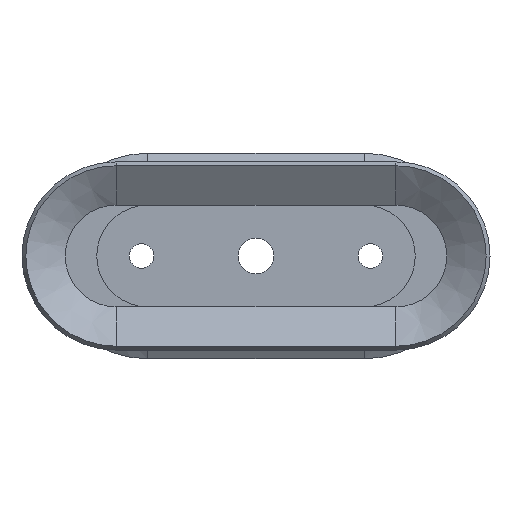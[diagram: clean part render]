
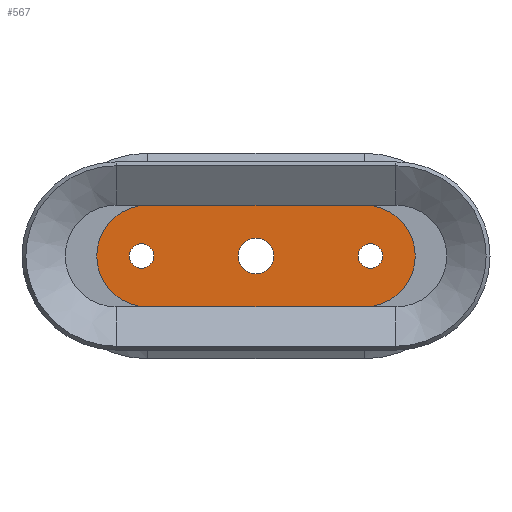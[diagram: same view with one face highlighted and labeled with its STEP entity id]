
A CAD part, front view. The second image highlights one B-rep face of the part: STEP entity #567.
In plain terms, the highlighted planar face has unit normal (0, -1, 0).
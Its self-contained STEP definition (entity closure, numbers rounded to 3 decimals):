
#567=ADVANCED_FACE('',(#1204,#1205,#1206,#1207),#1208,.F.);
#1204=FACE_BOUND('',#1902,.T.);
#1205=FACE_BOUND('',#1903,.T.);
#1206=FACE_BOUND('',#1904,.T.);
#1207=FACE_OUTER_BOUND('',#1905,.T.);
#1208=PLANE('',#1906);
#1902=EDGE_LOOP('',(#4795,#4796));
#1903=EDGE_LOOP('',(#4797,#4798));
#1904=EDGE_LOOP('',(#4799,#4800));
#1905=EDGE_LOOP('',(#4801,#4802,#4803,#4804));
#1906=AXIS2_PLACEMENT_3D('',#4805,#4806,#4807);
#4795=ORIENTED_EDGE('',*,*,#5850,.T.);
#4796=ORIENTED_EDGE('',*,*,#5308,.T.);
#4797=ORIENTED_EDGE('',*,*,#5851,.T.);
#4798=ORIENTED_EDGE('',*,*,#5313,.T.);
#4799=ORIENTED_EDGE('',*,*,#5852,.T.);
#4800=ORIENTED_EDGE('',*,*,#5318,.T.);
#4801=ORIENTED_EDGE('',*,*,#5400,.F.);
#4802=ORIENTED_EDGE('',*,*,#5388,.F.);
#4803=ORIENTED_EDGE('',*,*,#5393,.F.);
#4804=ORIENTED_EDGE('',*,*,#5397,.F.);
#4805=CARTESIAN_POINT('',(-21.3,-3.0,0.0));
#4806=DIRECTION('',(0.0,1.0,0.0));
#4807=DIRECTION('',(0.0,0.0,1.0));
#5308=EDGE_CURVE('',#6032,#6033,#6034,.T.);
#5313=EDGE_CURVE('',#6041,#6042,#6043,.T.);
#5318=EDGE_CURVE('',#6050,#6051,#6052,.T.);
#5388=EDGE_CURVE('',#6182,#6184,#6185,.T.);
#5393=EDGE_CURVE('',#6191,#6182,#6193,.T.);
#5397=EDGE_CURVE('',#6197,#6191,#6199,.T.);
#5400=EDGE_CURVE('',#6184,#6197,#6202,.T.);
#5850=EDGE_CURVE('',#6033,#6032,#6802,.T.);
#5851=EDGE_CURVE('',#6042,#6041,#6803,.T.);
#5852=EDGE_CURVE('',#6051,#6050,#6804,.T.);
#6032=VERTEX_POINT('',#7042);
#6033=VERTEX_POINT('',#7043);
#6034=CIRCLE('',#7044,2.4);
#6041=VERTEX_POINT('',#7053);
#6042=VERTEX_POINT('',#7054);
#6043=CIRCLE('',#7055,2.4);
#6050=VERTEX_POINT('',#7064);
#6051=VERTEX_POINT('',#7065);
#6052=CIRCLE('',#7066,3.5);
#6182=VERTEX_POINT('',#7488);
#6184=VERTEX_POINT('',#7491);
#6185=LINE('',#7492,#7493);
#6191=VERTEX_POINT('',#7501);
#6193=CIRCLE('',#7504,10.);
#6197=VERTEX_POINT('',#7508);
#6199=LINE('',#7511,#7512);
#6202=CIRCLE('',#7516,10.);
#6802=CIRCLE('',#8359,2.4);
#6803=CIRCLE('',#8360,2.4);
#6804=CIRCLE('',#8361,3.5);
#7042=CARTESIAN_POINT('',(-22.5,-3.0,-2.4));
#7043=CARTESIAN_POINT('',(-22.5,-3.0,2.4));
#7044=AXIS2_PLACEMENT_3D('',#9108,#9109,#9110);
#7053=CARTESIAN_POINT('',(22.5,-3.0,-2.4));
#7054=CARTESIAN_POINT('',(22.5,-3.0,2.4));
#7055=AXIS2_PLACEMENT_3D('',#9116,#9117,#9118);
#7064=CARTESIAN_POINT('',(0.,-3.0,-3.5));
#7065=CARTESIAN_POINT('',(0.0,-3.0,3.5));
#7066=AXIS2_PLACEMENT_3D('',#9124,#9125,#9126);
#7488=CARTESIAN_POINT('',(21.3,-3.0,-10.));
#7491=CARTESIAN_POINT('',(-21.3,-3.0,-10.));
#7492=CARTESIAN_POINT('',(21.3,-3.0,-10.));
#7493=VECTOR('',#9198,1000.0);
#7501=CARTESIAN_POINT('',(21.3,-3.0,10.));
#7504=AXIS2_PLACEMENT_3D('',#9202,#9203,#9204);
#7508=CARTESIAN_POINT('',(-21.3,-3.0,10.));
#7511=CARTESIAN_POINT('',(-21.3,-3.0,10.));
#7512=VECTOR('',#9209,1000.0);
#7516=AXIS2_PLACEMENT_3D('',#9211,#9212,#9213);
#8359=AXIS2_PLACEMENT_3D('',#9678,#9679,#9680);
#8360=AXIS2_PLACEMENT_3D('',#9681,#9682,#9683);
#8361=AXIS2_PLACEMENT_3D('',#9684,#9685,#9686);
#9108=CARTESIAN_POINT('',(-22.5,-3.0,0.0));
#9109=DIRECTION('',(0.0,1.0,0.0));
#9110=DIRECTION('',(0.0,0.0,1.0));
#9116=CARTESIAN_POINT('',(22.5,-3.0,0.0));
#9117=DIRECTION('',(0.0,1.0,0.0));
#9118=DIRECTION('',(0.0,0.0,1.0));
#9124=CARTESIAN_POINT('',(0.0,-3.0,0.0));
#9125=DIRECTION('',(0.0,1.0,0.0));
#9126=DIRECTION('',(0.0,0.0,1.0));
#9198=DIRECTION('',(-1.0,0.0,0.0));
#9202=CARTESIAN_POINT('',(21.3,-3.0,0.0));
#9203=DIRECTION('',(0.0,1.0,0.0));
#9204=DIRECTION('',(0.0,0.0,1.0));
#9209=DIRECTION('',(1.0,0.0,0.0));
#9211=CARTESIAN_POINT('',(-21.3,-3.0,0.0));
#9212=DIRECTION('',(0.0,1.0,0.0));
#9213=DIRECTION('',(0.0,0.0,1.0));
#9678=CARTESIAN_POINT('',(-22.5,-3.0,0.0));
#9679=DIRECTION('',(0.0,1.0,0.0));
#9680=DIRECTION('',(0.0,0.0,1.0));
#9681=CARTESIAN_POINT('',(22.5,-3.0,0.0));
#9682=DIRECTION('',(0.0,1.0,0.0));
#9683=DIRECTION('',(0.0,0.0,1.0));
#9684=CARTESIAN_POINT('',(0.0,-3.0,0.0));
#9685=DIRECTION('',(0.0,1.0,0.0));
#9686=DIRECTION('',(0.0,0.0,1.0));
